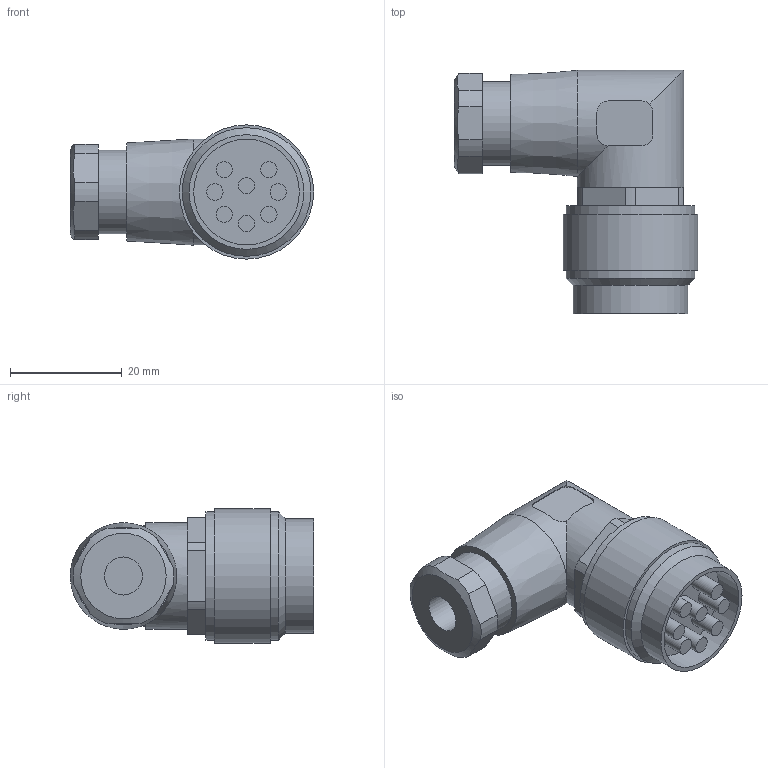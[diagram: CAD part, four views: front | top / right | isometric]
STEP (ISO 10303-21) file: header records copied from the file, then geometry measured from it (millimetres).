
FILE_DESCRIPTION(/* description */ ('STEP AP214'),/* implementation_level */ '2;1');
FILE_NAME(/* name */ '161839_MPPE-3-B',/* time_stamp */ '2024-09-06T20:16:04+02:00',/* author */ ('License CC BY-ND 4.0'),/* organization */ ('CADENAS'),/* preprocessor_version */ 'ST-DEVELOPER v19.3',/* originating_system */ 'PARTsolutions',/* authorisation */ ' ');
FILE_SCHEMA (('AUTOMOTIVE_DESIGN {1 0 10303 214 3 1 1}'));
Length unit declared in the file: millimetre
Products named in the file (1): 161839 MPPE-3-B
Bounding box: 43.5 x 43.49 x 24 mm (x, y, z)
Volume: 18510.4 mm3; surface area: 5814.4 mm2
Topology: 1 solids, 1 shells, 86 faces, 195 edges, 126 vertices
Faces by surface type: plane 46, cylinder 37, cone 3
Full cylindrical faces by diameter (mm): 2.906 x8, 6.8 x1, 15 x1, 18.886 x1, 19 x1, 20.5 x1, 23 x2, 24 x1
Entity records: 2350 total; most frequent: CARTESIAN_POINT 441, DIRECTION 410, ORIENTED_EDGE 344, EDGE_CURVE 172, AXIS2_PLACEMENT_3D 167, VERTEX_POINT 122, EDGE_LOOP 120, FACE_BOUND 120
